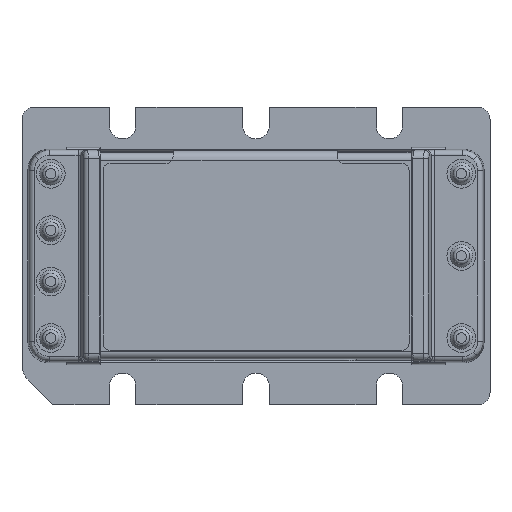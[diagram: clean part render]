
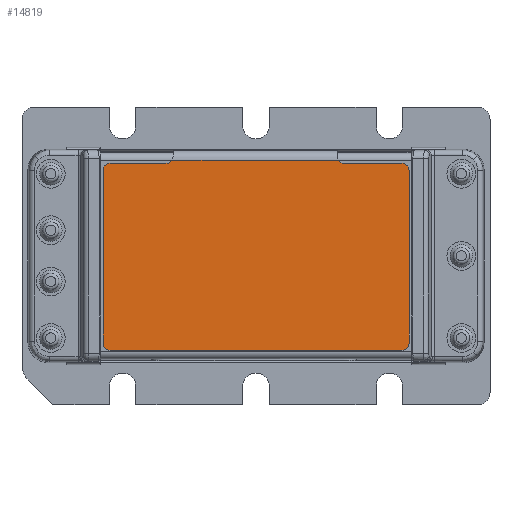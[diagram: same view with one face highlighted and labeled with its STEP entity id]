
A CAD part, top view. The second image highlights one B-rep face of the part: STEP entity #14819.
In plain terms, the highlighted planar face has unit normal (0, 0, 1).
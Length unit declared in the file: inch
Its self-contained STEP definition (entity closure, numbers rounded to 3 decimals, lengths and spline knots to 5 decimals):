
#3 = EDGE_CURVE ( 'NONE', #33, #184, #7577, .T. ) ;
#9 = VERTEX_POINT ( 'NONE', #7578 ) ;
#31 = EDGE_CURVE ( 'NONE', #184, #165, #7646, .T. ) ;
#33 = VERTEX_POINT ( 'NONE', #7671 ) ;
#62 = EDGE_CURVE ( 'NONE', #9, #33, #7777, .T. ) ;
#110 = VERTEX_POINT ( 'NONE', #7948 ) ;
#130 = EDGE_LOOP ( 'NONE', ( #14820, #14811, #14809, #14818, #14812, #14784, #12355, #12362, #12363, #12356, #14815, #12358 ) ) ;
#135 = EDGE_CURVE ( 'NONE', #182, #14790, #8072, .T. ) ;
#140 = EDGE_CURVE ( 'NONE', #141, #182, #8065, .T. ) ;
#141 = VERTEX_POINT ( 'NONE', #8090 ) ;
#150 = VERTEX_POINT ( 'NONE', #8091 ) ;
#151 = EDGE_CURVE ( 'NONE', #14799, #150, #8126, .T. ) ;
#157 = VERTEX_POINT ( 'NONE', #8161 ) ;
#165 = VERTEX_POINT ( 'NONE', #8165 ) ;
#167 = EDGE_CURVE ( 'NONE', #14788, #14799, #8168, .T. ) ;
#182 = VERTEX_POINT ( 'NONE', #8223 ) ;
#183 = EDGE_CURVE ( 'NONE', #14790, #157, #8228, .T. ) ;
#184 = VERTEX_POINT ( 'NONE', #8271 ) ;
#7574 = DIRECTION ( 'NONE',  ( -1., 0., 0. ) ) ;
#7575 = VECTOR ( 'NONE', #7574, 39.37008 ) ;
#7576 = CARTESIAN_POINT ( 'NONE',  ( -0.77034, 0.95235, 0.07319 ) ) ;
#7577 = LINE ( 'NONE', #7576, #7575 ) ;
#7578 = CARTESIAN_POINT ( 'NONE',  ( -0.74055, 0.96897, 0.07319 ) ) ;
#7646 = CIRCLE ( 'NONE', #7664, 0.035 ) ;
#7661 = DIRECTION ( 'NONE',  ( -1., 0., 0. ) ) ;
#7662 = DIRECTION ( 'NONE',  ( 0., 0., 1. ) ) ;
#7663 = CARTESIAN_POINT ( 'NONE',  ( -1.04134, 0.91735, 0.07319 ) ) ;
#7664 = AXIS2_PLACEMENT_3D ( 'NONE', #7663, #7662, #7661 ) ;
#7671 = CARTESIAN_POINT ( 'NONE',  ( -0.77034, 0.95235, 0.07319 ) ) ;
#7773 = DIRECTION ( 'NONE',  ( 1., 0., 0. ) ) ;
#7774 = DIRECTION ( 'NONE',  ( 0., 0., -1. ) ) ;
#7775 = CARTESIAN_POINT ( 'NONE',  ( -0.77034, 0.98735, 0.07319 ) ) ;
#7776 = AXIS2_PLACEMENT_3D ( 'NONE', #7775, #7774, #7773 ) ;
#7777 = CIRCLE ( 'NONE', #7776, 0.035 ) ;
#7948 = CARTESIAN_POINT ( 'NONE',  ( 0.06988, 0.96897, 0.07319 ) ) ;
#8065 = CIRCLE ( 'NONE', #8093, 0.035 ) ;
#8067 = DIRECTION ( 'NONE',  ( 1., 0., 0. ) ) ;
#8068 = VECTOR ( 'NONE', #8067, 39.37008 ) ;
#8069 = CARTESIAN_POINT ( 'NONE',  ( 0.37966, 0.04235, 0.07319 ) ) ;
#8072 = LINE ( 'NONE', #8069, #8068 ) ;
#8076 = DIRECTION ( 'NONE',  ( 0., 0., 1. ) ) ;
#8090 = CARTESIAN_POINT ( 'NONE',  ( -1.07634, 0.07735, 0.07319 ) ) ;
#8091 = CARTESIAN_POINT ( 'NONE',  ( 0.09966, 0.95235, 0.07319 ) ) ;
#8092 = DIRECTION ( 'NONE',  ( 1., 0., 0. ) ) ;
#8093 = AXIS2_PLACEMENT_3D ( 'NONE', #8097, #8076, #8092 ) ;
#8097 = CARTESIAN_POINT ( 'NONE',  ( -1.04134, 0.07735, 0.07319 ) ) ;
#8123 = DIRECTION ( 'NONE',  ( -1., 0., 0. ) ) ;
#8124 = VECTOR ( 'NONE', #8123, 39.37008 ) ;
#8125 = CARTESIAN_POINT ( 'NONE',  ( 0.37966, 0.95235, 0.07319 ) ) ;
#8126 = LINE ( 'NONE', #8125, #8124 ) ;
#8161 = CARTESIAN_POINT ( 'NONE',  ( 0.41466, 0.07735, 0.07319 ) ) ;
#8165 = CARTESIAN_POINT ( 'NONE',  ( -1.07634, 0.91735, 0.07319 ) ) ;
#8168 = CIRCLE ( 'NONE', #8222, 0.035 ) ;
#8217 = DIRECTION ( 'NONE',  ( 1., 0., 0. ) ) ;
#8218 = DIRECTION ( 'NONE',  ( 0., 0., 1. ) ) ;
#8221 = CARTESIAN_POINT ( 'NONE',  ( 0.37966, 0.91735, 0.07319 ) ) ;
#8222 = AXIS2_PLACEMENT_3D ( 'NONE', #8221, #8218, #8217 ) ;
#8223 = CARTESIAN_POINT ( 'NONE',  ( -1.04134, 0.04235, 0.07319 ) ) ;
#8224 = AXIS2_PLACEMENT_3D ( 'NONE', #8269, #8268, #8267 ) ;
#8228 = CIRCLE ( 'NONE', #8224, 0.035 ) ;
#8267 = DIRECTION ( 'NONE',  ( 1., 0., 0. ) ) ;
#8268 = DIRECTION ( 'NONE',  ( 0., 0., 1. ) ) ;
#8269 = CARTESIAN_POINT ( 'NONE',  ( 0.37966, 0.07735, 0.07319 ) ) ;
#8271 = CARTESIAN_POINT ( 'NONE',  ( -1.04134, 0.95235, 0.07319 ) ) ;
#12355 = ORIENTED_EDGE ( 'NONE', *, *, #135, .T. ) ;
#12356 = ORIENTED_EDGE ( 'NONE', *, *, #167, .T. ) ;
#12358 = ORIENTED_EDGE ( 'NONE', *, *, #14822, .T. ) ;
#12360 = EDGE_CURVE ( 'NONE', #157, #14788, #12531, .T. ) ;
#12362 = ORIENTED_EDGE ( 'NONE', *, *, #183, .T. ) ;
#12363 = ORIENTED_EDGE ( 'NONE', *, *, #12360, .T. ) ;
#12530 = CARTESIAN_POINT ( 'NONE',  ( 0.41466, 0.91735, 0.07319 ) ) ;
#12531 = LINE ( 'NONE', #12530, #12555 ) ;
#12554 = DIRECTION ( 'NONE',  ( 0., 1., 0. ) ) ;
#12555 = VECTOR ( 'NONE', #12554, 39.37008 ) ;
#14365 = CARTESIAN_POINT ( 'NONE',  ( -1.07634, 0.91735, 0.07319 ) ) ;
#14366 = LINE ( 'NONE', #14365, #14367 ) ;
#14367 = VECTOR ( 'NONE', #14407, 39.37008 ) ;
#14370 = CARTESIAN_POINT ( 'NONE',  ( 0.37966, 0.04235, 0.07319 ) ) ;
#14383 = CARTESIAN_POINT ( 'NONE',  ( 0.41466, 0.91735, 0.07319 ) ) ;
#14384 = CARTESIAN_POINT ( 'NONE',  ( 0.37966, 0.95235, 0.07319 ) ) ;
#14397 = DIRECTION ( 'NONE',  ( 1., 0., 0. ) ) ;
#14398 = CARTESIAN_POINT ( 'NONE',  ( -1.04134, 0.96897, 0.07319 ) ) ;
#14399 = CIRCLE ( 'NONE', #14435, 0.035 ) ;
#14404 = PLANE ( 'NONE',  #14433 ) ;
#14407 = DIRECTION ( 'NONE',  ( 0., -1., 0. ) ) ;
#14419 = LINE ( 'NONE', #14398, #14427 ) ;
#14420 = FACE_OUTER_BOUND ( 'NONE', #130, .T. ) ;
#14427 = VECTOR ( 'NONE', #14397, 39.37008 ) ;
#14430 = DIRECTION ( 'NONE',  ( -1., 0., 0. ) ) ;
#14431 = DIRECTION ( 'NONE',  ( 0., 0., 1. ) ) ;
#14432 = CARTESIAN_POINT ( 'NONE',  ( -1.04134, 0.91735, 0.07319 ) ) ;
#14433 = AXIS2_PLACEMENT_3D ( 'NONE', #14432, #14431, #14430 ) ;
#14434 = CARTESIAN_POINT ( 'NONE',  ( 0.09966, 0.98735, 0.07319 ) ) ;
#14435 = AXIS2_PLACEMENT_3D ( 'NONE', #14434, #14505, #14504 ) ;
#14504 = DIRECTION ( 'NONE',  ( -1., 0., 0. ) ) ;
#14505 = DIRECTION ( 'NONE',  ( 0., 0., -1. ) ) ;
#14784 = ORIENTED_EDGE ( 'NONE', *, *, #140, .T. ) ;
#14788 = VERTEX_POINT ( 'NONE', #14383 ) ;
#14790 = VERTEX_POINT ( 'NONE', #14370 ) ;
#14799 = VERTEX_POINT ( 'NONE', #14384 ) ;
#14805 = EDGE_CURVE ( 'NONE', #165, #141, #14366, .T. ) ;
#14809 = ORIENTED_EDGE ( 'NONE', *, *, #3, .T. ) ;
#14811 = ORIENTED_EDGE ( 'NONE', *, *, #62, .T. ) ;
#14812 = ORIENTED_EDGE ( 'NONE', *, *, #14805, .T. ) ;
#14815 = ORIENTED_EDGE ( 'NONE', *, *, #151, .T. ) ;
#14818 = ORIENTED_EDGE ( 'NONE', *, *, #31, .T. ) ;
#14819 = ADVANCED_FACE ( 'NONE', ( #14420 ), #14404, .T. ) ;
#14820 = ORIENTED_EDGE ( 'NONE', *, *, #14821, .F. ) ;
#14821 = EDGE_CURVE ( 'NONE', #9, #110, #14419, .T. ) ;
#14822 = EDGE_CURVE ( 'NONE', #150, #110, #14399, .T. ) ;
